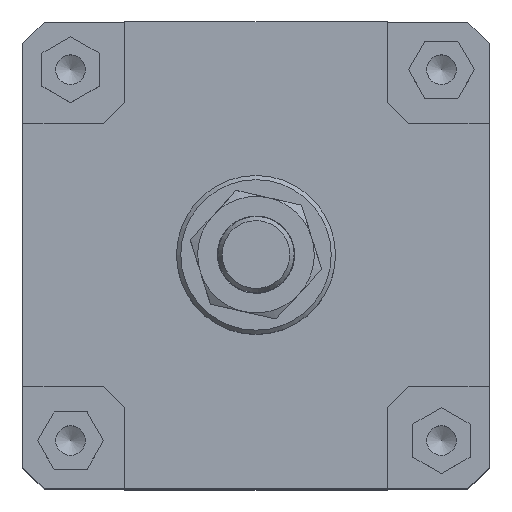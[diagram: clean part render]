
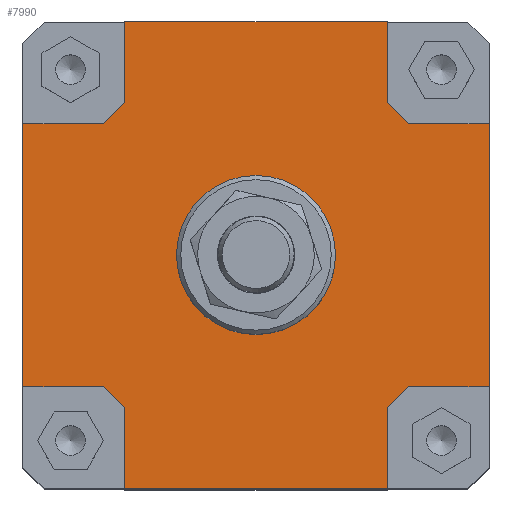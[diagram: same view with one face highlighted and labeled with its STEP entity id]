
A CAD part, top view. The second image highlights one B-rep face of the part: STEP entity #7990.
In plain terms, the highlighted planar face has unit normal (0, 0, 1).
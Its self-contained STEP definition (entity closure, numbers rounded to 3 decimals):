
#553=LINE('',#11672,#1335);
#560=LINE('',#11686,#1342);
#573=LINE('',#11714,#1355);
#574=LINE('',#11717,#1356);
#575=LINE('',#11719,#1357);
#576=LINE('',#11721,#1358);
#577=LINE('',#11723,#1359);
#578=LINE('',#11725,#1360);
#579=LINE('',#11726,#1361);
#580=LINE('',#11728,#1362);
#581=LINE('',#11730,#1363);
#582=LINE('',#11732,#1364);
#583=LINE('',#11734,#1365);
#584=LINE('',#11736,#1366);
#585=LINE('',#11738,#1367);
#586=LINE('',#11740,#1368);
#1335=VECTOR('',#9783,1000.);
#1342=VECTOR('',#9792,1000.);
#1355=VECTOR('',#9821,1000.);
#1356=VECTOR('',#9822,1000.);
#1357=VECTOR('',#9823,1000.);
#1358=VECTOR('',#9824,1000.);
#1359=VECTOR('',#9825,1000.);
#1360=VECTOR('',#9826,1000.);
#1361=VECTOR('',#9827,1000.);
#1362=VECTOR('',#9828,1000.);
#1363=VECTOR('',#9829,1000.);
#1364=VECTOR('',#9830,1000.);
#1365=VECTOR('',#9831,1000.);
#1366=VECTOR('',#9832,1000.);
#1367=VECTOR('',#9833,1000.);
#1368=VECTOR('',#9834,1000.);
#2836=ORIENTED_EDGE('',*,*,#4151,.T.);
#2837=ORIENTED_EDGE('',*,*,#4152,.T.);
#2838=ORIENTED_EDGE('',*,*,#4153,.F.);
#2839=ORIENTED_EDGE('',*,*,#4154,.T.);
#2840=ORIENTED_EDGE('',*,*,#4155,.F.);
#2841=ORIENTED_EDGE('',*,*,#4156,.T.);
#2842=ORIENTED_EDGE('',*,*,#4157,.F.);
#2843=ORIENTED_EDGE('',*,*,#4138,.T.);
#2844=ORIENTED_EDGE('',*,*,#4131,.F.);
#2845=ORIENTED_EDGE('',*,*,#4158,.T.);
#2846=ORIENTED_EDGE('',*,*,#4159,.F.);
#2847=ORIENTED_EDGE('',*,*,#4160,.T.);
#2848=ORIENTED_EDGE('',*,*,#4161,.F.);
#2849=ORIENTED_EDGE('',*,*,#4162,.T.);
#2850=ORIENTED_EDGE('',*,*,#4163,.F.);
#2851=ORIENTED_EDGE('',*,*,#4164,.T.);
#2852=ORIENTED_EDGE('',*,*,#4165,.F.);
#4131=EDGE_CURVE('',#4882,#4883,#553,.T.);
#4138=EDGE_CURVE('',#4888,#4883,#560,.T.);
#4151=EDGE_CURVE('',#4895,#4895,#5172,.T.);
#4152=EDGE_CURVE('',#4896,#4897,#573,.T.);
#4153=EDGE_CURVE('',#4898,#4897,#574,.T.);
#4154=EDGE_CURVE('',#4898,#4899,#575,.T.);
#4155=EDGE_CURVE('',#4900,#4899,#576,.T.);
#4156=EDGE_CURVE('',#4900,#4901,#577,.T.);
#4157=EDGE_CURVE('',#4888,#4901,#578,.T.);
#4158=EDGE_CURVE('',#4882,#4902,#579,.T.);
#4159=EDGE_CURVE('',#4903,#4902,#580,.T.);
#4160=EDGE_CURVE('',#4903,#4904,#581,.T.);
#4161=EDGE_CURVE('',#4905,#4904,#582,.T.);
#4162=EDGE_CURVE('',#4905,#4906,#583,.T.);
#4163=EDGE_CURVE('',#4907,#4906,#584,.T.);
#4164=EDGE_CURVE('',#4907,#4908,#585,.T.);
#4165=EDGE_CURVE('',#4896,#4908,#586,.T.);
#4882=VERTEX_POINT('',#11671);
#4883=VERTEX_POINT('',#11673);
#4888=VERTEX_POINT('',#11684);
#4895=VERTEX_POINT('',#11713);
#4896=VERTEX_POINT('',#11715);
#4897=VERTEX_POINT('',#11716);
#4898=VERTEX_POINT('',#11718);
#4899=VERTEX_POINT('',#11720);
#4900=VERTEX_POINT('',#11722);
#4901=VERTEX_POINT('',#11724);
#4902=VERTEX_POINT('',#11727);
#4903=VERTEX_POINT('',#11729);
#4904=VERTEX_POINT('',#11731);
#4905=VERTEX_POINT('',#11733);
#4906=VERTEX_POINT('',#11735);
#4907=VERTEX_POINT('',#11737);
#4908=VERTEX_POINT('',#11739);
#5172=CIRCLE('',#8479,37.5);
#5520=EDGE_LOOP('',(#2836));
#5521=EDGE_LOOP('',(#2837,#2838,#2839,#2840,#2841,#2842,#2843,#2844,#2845,
#2846,#2847,#2848,#2849,#2850,#2851,#2852));
#6026=FACE_BOUND('',#5520,.T.);
#6027=FACE_BOUND('',#5521,.T.);
#6426=PLANE('',#8478);
#7990=ADVANCED_FACE('',(#6026,#6027),#6426,.T.);
#8478=AXIS2_PLACEMENT_3D('',#11711,#9817,#9818);
#8479=AXIS2_PLACEMENT_3D('',#11712,#9819,#9820);
#9783=DIRECTION('',(-1.,0.,0.));
#9792=DIRECTION('',(0.,-1.,0.));
#9817=DIRECTION('',(0.,0.,1.));
#9818=DIRECTION('',(1.,0.,0.));
#9819=DIRECTION('',(0.,0.,-1.));
#9820=DIRECTION('',(-1.,0.,0.));
#9821=DIRECTION('',(0.,-1.,0.));
#9822=DIRECTION('',(0.707,0.707,0.));
#9823=DIRECTION('',(-1.,0.,0.));
#9824=DIRECTION('',(0.,1.,0.));
#9825=DIRECTION('',(1.,0.,0.));
#9826=DIRECTION('',(-0.707,0.707,0.));
#9827=DIRECTION('',(0.,1.,0.));
#9828=DIRECTION('',(-0.707,-0.707,0.));
#9829=DIRECTION('',(1.,0.,0.));
#9830=DIRECTION('',(0.,-1.,0.));
#9831=DIRECTION('',(-1.,0.,0.));
#9832=DIRECTION('',(0.707,-0.707,0.));
#9833=DIRECTION('',(0.,1.,0.));
#9834=DIRECTION('',(1.,0.,0.));
#11671=CARTESIAN_POINT('',(62.,-110.,97.5));
#11672=CARTESIAN_POINT('',(62.,-110.,97.5));
#11673=CARTESIAN_POINT('',(-62.,-110.,97.5));
#11684=CARTESIAN_POINT('',(-62.,-72.,97.5));
#11686=CARTESIAN_POINT('',(-62.,-72.,97.5));
#11711=CARTESIAN_POINT('',(0.,0.,97.5));
#11712=CARTESIAN_POINT('',(0.,0.,97.5));
#11713=CARTESIAN_POINT('',(-37.5,0.,97.5));
#11714=CARTESIAN_POINT('',(-62.,110.,97.5));
#11715=CARTESIAN_POINT('',(-62.,110.,97.5));
#11716=CARTESIAN_POINT('',(-62.,72.,97.5));
#11717=CARTESIAN_POINT('',(-72.,62.,97.5));
#11718=CARTESIAN_POINT('',(-72.,62.,97.5));
#11719=CARTESIAN_POINT('',(-72.,62.,97.5));
#11720=CARTESIAN_POINT('',(-110.,62.,97.5));
#11721=CARTESIAN_POINT('',(-110.,-62.,97.5));
#11722=CARTESIAN_POINT('',(-110.,-62.,97.5));
#11723=CARTESIAN_POINT('',(-110.,-62.,97.5));
#11724=CARTESIAN_POINT('',(-72.,-62.,97.5));
#11725=CARTESIAN_POINT('',(-62.,-72.,97.5));
#11726=CARTESIAN_POINT('',(62.,-110.,97.5));
#11727=CARTESIAN_POINT('',(62.,-72.,97.5));
#11728=CARTESIAN_POINT('',(72.,-62.,97.5));
#11729=CARTESIAN_POINT('',(72.,-62.,97.5));
#11730=CARTESIAN_POINT('',(72.,-62.,97.5));
#11731=CARTESIAN_POINT('',(110.,-62.,97.5));
#11732=CARTESIAN_POINT('',(110.,62.,97.5));
#11733=CARTESIAN_POINT('',(110.,62.,97.5));
#11734=CARTESIAN_POINT('',(110.,62.,97.5));
#11735=CARTESIAN_POINT('',(72.,62.,97.5));
#11736=CARTESIAN_POINT('',(62.,72.,97.5));
#11737=CARTESIAN_POINT('',(62.,72.,97.5));
#11738=CARTESIAN_POINT('',(62.,72.,97.5));
#11739=CARTESIAN_POINT('',(62.,110.,97.5));
#11740=CARTESIAN_POINT('',(-62.,110.,97.5));
